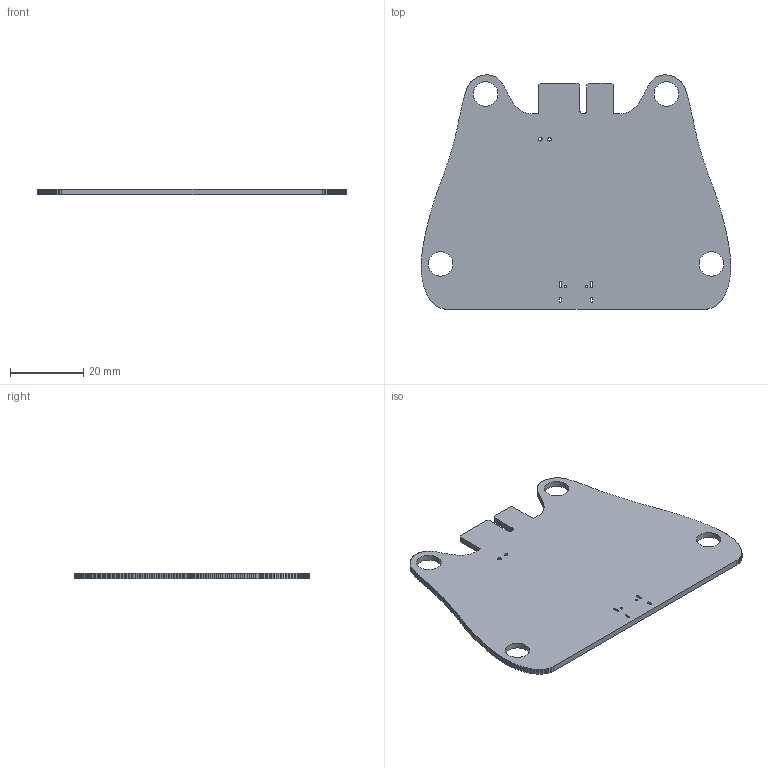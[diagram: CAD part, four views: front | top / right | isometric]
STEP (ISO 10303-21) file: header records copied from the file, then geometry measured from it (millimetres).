
FILE_DESCRIPTION(('KiCad electronic assembly'),'2;1');
FILE_NAME('board.step','2025-01-07T16:59:54',('Pcbnew'),('Kicad'), 'Open CASCADE STEP processor 7.6','KiCad to STEP converter','Unknown' );
FILE_SCHEMA(('AUTOMOTIVE_DESIGN { 1 0 10303 214 1 1 1 1 }'));
Length unit declared in the file: millimetre
Products named in the file (2): board 1; powersim_PCB
Assembly tree (1 placements, depth 2):
  board 1
    powersim_PCB
Bounding box: 84.59 x 63.98 x 1.6 mm (x, y, z)
Volume: 6925.2 mm3; surface area: 9320.5 mm2
Topology: 1 solids, 1 shells, 464 faces, 1386 edges, 924 vertices
Faces by surface type: plane 447, cylinder 17
Full cylindrical faces by diameter (mm): 0.6 x2, 1 x2, 6.7 x4
Entity records: 15389 total; most frequent: CARTESIAN_POINT 2776, ORIENTED_EDGE 2772, DIRECTION 2352, EDGE_CURVE 1386, LINE 1352, VECTOR 1352, VERTEX_POINT 924, AXIS2_PLACEMENT_3D 500
